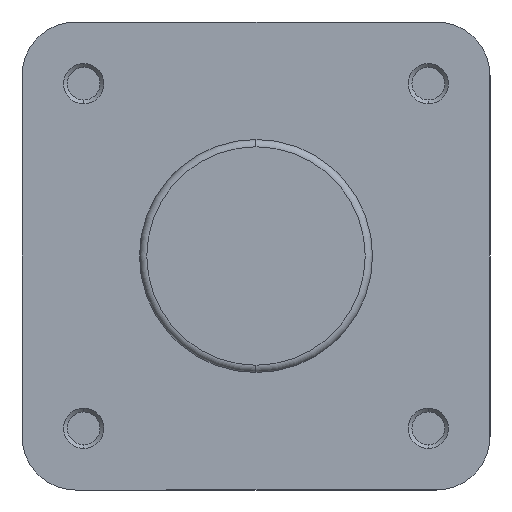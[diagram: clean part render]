
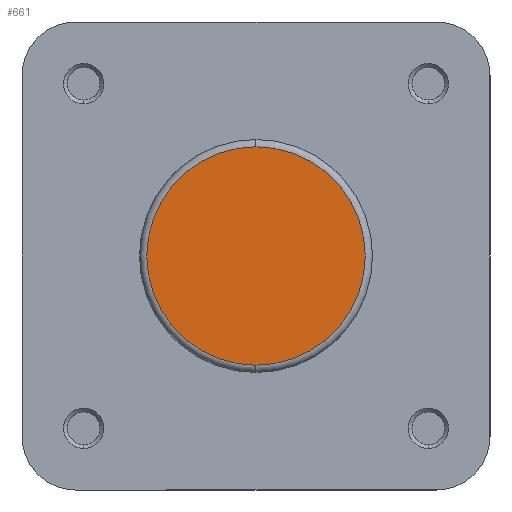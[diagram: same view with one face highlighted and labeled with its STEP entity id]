
A CAD part, left-side view. The second image highlights one B-rep face of the part: STEP entity #661.
In plain terms, the highlighted planar face has unit normal (-1, 0, 0).
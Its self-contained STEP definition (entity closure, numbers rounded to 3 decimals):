
#142 = CIRCLE ( 'NONE', #4108, 22.4 ) ;
#661 = ADVANCED_FACE ( 'NONE', ( #1380 ), #2402, .F. ) ;
#954 = ORIENTED_EDGE ( 'NONE', *, *, #3559, .T. ) ;
#955 = ORIENTED_EDGE ( 'NONE', *, *, #3507, .T. ) ;
#1380 = FACE_OUTER_BOUND ( 'NONE', #1840, .T. ) ;
#1740 = CIRCLE ( 'NONE', #4077, 22.4 ) ;
#1840 = EDGE_LOOP ( 'NONE', ( #955, #954 ) ) ;
#2402 = PLANE ( 'NONE',  #3932 ) ;
#2478 = CARTESIAN_POINT ( 'NONE',  ( 0., 23.9, 0. ) ) ;
#2487 = DIRECTION ( 'NONE',  ( 1., 0., 0. ) ) ;
#2488 = DIRECTION ( 'NONE',  ( 0., 0., -1. ) ) ;
#2996 = CARTESIAN_POINT ( 'NONE',  ( 0., 0., 0. ) ) ;
#2997 = DIRECTION ( 'NONE',  ( -1., 0., 0. ) ) ;
#2998 = DIRECTION ( 'NONE',  ( 0., 0., -1. ) ) ;
#3118 = CARTESIAN_POINT ( 'NONE',  ( 0., 0., 0. ) ) ;
#3129 = DIRECTION ( 'NONE',  ( -1., 0., 0. ) ) ;
#3130 = DIRECTION ( 'NONE',  ( 0., 0., -1. ) ) ;
#3507 = EDGE_CURVE ( 'NONE', #4739, #4824, #1740, .T. ) ;
#3559 = EDGE_CURVE ( 'NONE', #4824, #4739, #142, .T. ) ;
#3932 = AXIS2_PLACEMENT_3D ( 'NONE', #2478, #2487, #2488 ) ;
#4077 = AXIS2_PLACEMENT_3D ( 'NONE', #2996, #2997, #2998 ) ;
#4108 = AXIS2_PLACEMENT_3D ( 'NONE', #3118, #3129, #3130 ) ;
#4739 = VERTEX_POINT ( 'NONE', #5024 ) ;
#4824 = VERTEX_POINT ( 'NONE', #5050 ) ;
#5024 = CARTESIAN_POINT ( 'NONE',  ( 0., 0., -22.4 ) ) ;
#5050 = CARTESIAN_POINT ( 'NONE',  ( 0., 0., 22.4 ) ) ;
